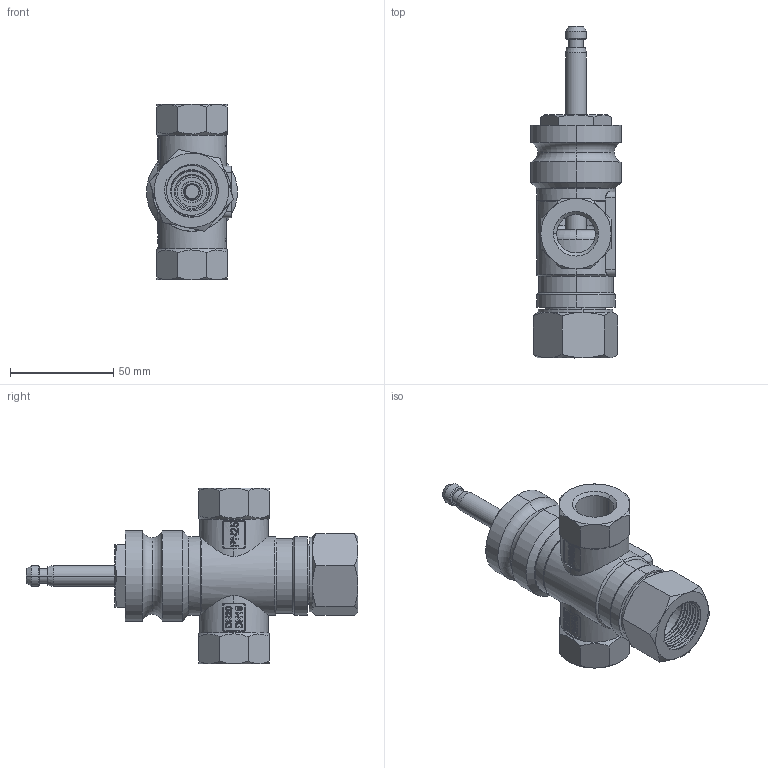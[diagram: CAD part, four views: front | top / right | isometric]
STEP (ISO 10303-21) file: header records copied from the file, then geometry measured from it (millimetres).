
FILE_DESCRIPTION((''),'2;1');
FILE_NAME('ASM0001_SW0001','2023-04-18T11:48:32',('phili'),(''),'CREO PARAMETRIC BY PTC INC, 2019010','CREO PARAMETRIC BY PTC INC, 2019010','');
FILE_SCHEMA(('CONFIG_CONTROL_DESIGN'));
Length unit declared in the file: millimetre
Products named in the file (1): ASM0001_SW0001
Bounding box: 44 x 160.5 x 85 mm (x, y, z)
Surface area: 48623 mm2 (no closed solid volume)
Topology: 0 solids, 20 shells, 333 faces, 1402 edges, 1080 vertices
Faces by surface type: cylinder 134, plane 78, cone 66, bspline 33, torus 22
Entity records: 32344 total; most frequent: CARTESIAN_POINT 22097, ORIENTED_EDGE 2105, DIRECTION 1736, EDGE_CURVE 1400, VERTEX_POINT 1080, AXIS2_PLACEMENT_3D 678, B_SPLINE_CURVE_WITH_KNOTS 642, VECTOR 380
